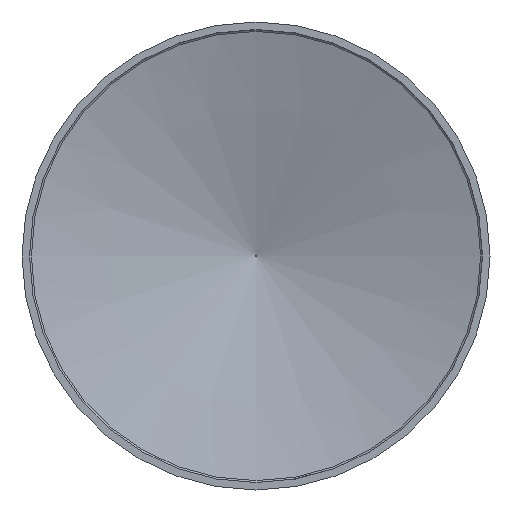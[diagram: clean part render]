
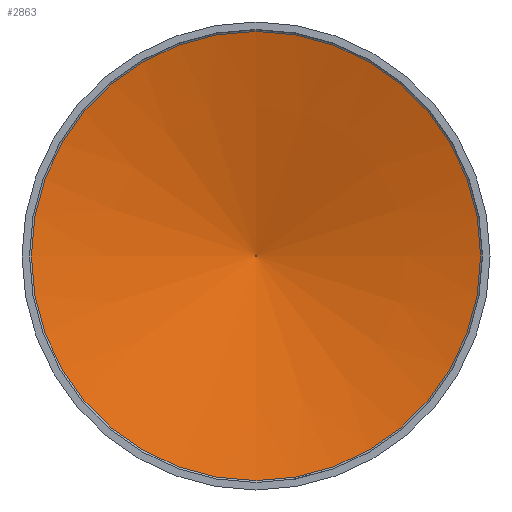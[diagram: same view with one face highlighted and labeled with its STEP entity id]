
A CAD part, front view. The second image highlights one B-rep face of the part: STEP entity #2863.
In plain terms, the highlighted conical face has half-angle 74.398 degrees and reference radius 0.135 mm.
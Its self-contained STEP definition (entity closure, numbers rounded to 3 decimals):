
#799 = CARTESIAN_POINT ( 'NONE',  ( 0., 25.482, 0. ) ) ;
#947 = DIRECTION ( 'NONE',  ( 0., -1., 0. ) ) ;
#998 = VERTEX_POINT ( 'NONE', #4760 ) ;
#1493 = DIRECTION ( 'NONE',  ( 1., 0., 0. ) ) ;
#1494 = DIRECTION ( 'NONE',  ( 1., 0., 0. ) ) ;
#2204 = ORIENTED_EDGE ( 'NONE', *, *, #2504, .F. ) ;
#2228 = VERTEX_POINT ( 'NONE', #6203 ) ;
#2504 = EDGE_CURVE ( 'NONE', #998, #998, #8003, .T. ) ;
#2863 = ADVANCED_FACE ( 'NONE', ( #4552, #6126 ), #5665, .F. ) ;
#3209 = AXIS2_PLACEMENT_3D ( 'NONE', #5024, #6462, #1494 ) ;
#3443 = AXIS2_PLACEMENT_3D ( 'NONE', #4443, #947, #8049 ) ;
#4443 = CARTESIAN_POINT ( 'NONE',  ( 0., 13.055, 0. ) ) ;
#4552 = FACE_OUTER_BOUND ( 'NONE', #9143, .T. ) ;
#4692 = EDGE_LOOP ( 'NONE', ( #2204 ) ) ;
#4760 = CARTESIAN_POINT ( 'NONE',  ( 0.134, 25.482, 0. ) ) ;
#5024 = CARTESIAN_POINT ( 'NONE',  ( 0., 25.482, 0. ) ) ;
#5580 = CIRCLE ( 'NONE', #3443, 44.634 ) ;
#5665 = CONICAL_SURFACE ( 'NONE', #3209, 0.134, 1.298 ) ;
#6126 = FACE_BOUND ( 'NONE', #4692, .T. ) ;
#6203 = CARTESIAN_POINT ( 'NONE',  ( 44.634, 13.055, 0. ) ) ;
#6462 = DIRECTION ( 'NONE',  ( 0., -1., 0. ) ) ;
#8003 = CIRCLE ( 'NONE', #8287, 0.134 ) ;
#8049 = DIRECTION ( 'NONE',  ( 1., 0., 0. ) ) ;
#8287 = AXIS2_PLACEMENT_3D ( 'NONE', #799, #9214, #1493 ) ;
#8815 = ORIENTED_EDGE ( 'NONE', *, *, #9096, .T. ) ;
#9096 = EDGE_CURVE ( 'NONE', #2228, #2228, #5580, .T. ) ;
#9143 = EDGE_LOOP ( 'NONE', ( #8815 ) ) ;
#9214 = DIRECTION ( 'NONE',  ( 0., -1., 0. ) ) ;
